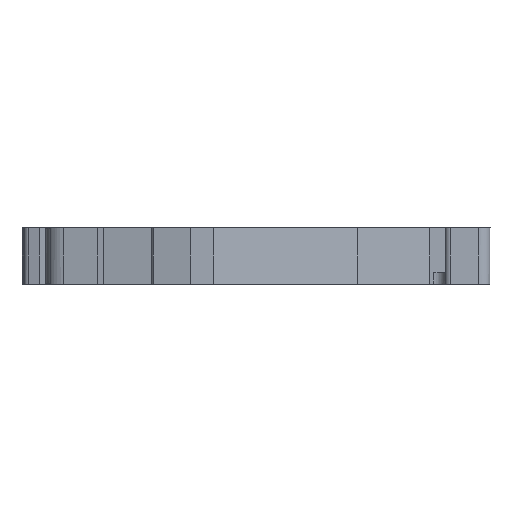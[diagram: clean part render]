
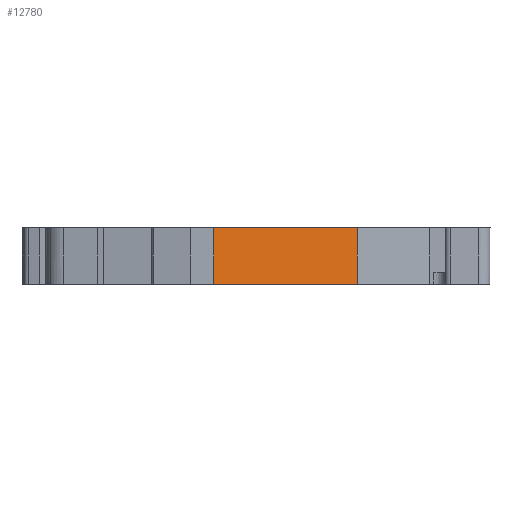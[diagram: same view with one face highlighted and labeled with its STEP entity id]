
A CAD part, left-side view. The second image highlights one B-rep face of the part: STEP entity #12780.
In plain terms, the highlighted planar face has unit normal (-0.979, -0.202, 0).
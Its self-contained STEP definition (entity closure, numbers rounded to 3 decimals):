
#211 = DIRECTION ( 'NONE',  ( 0.202, -0.979, 0. ) ) ;
#849 = EDGE_CURVE ( 'NONE', #3263, #14537, #12505, .T. ) ;
#964 = VERTEX_POINT ( 'NONE', #11937 ) ;
#1131 = EDGE_CURVE ( 'NONE', #964, #8098, #12113, .T. ) ;
#1442 = EDGE_LOOP ( 'NONE', ( #9514, #13781, #3605, #9533 ) ) ;
#1817 = PLANE ( 'NONE',  #11228 ) ;
#1904 = LINE ( 'NONE', #4475, #9055 ) ;
#3031 = FACE_OUTER_BOUND ( 'NONE', #1442, .T. ) ;
#3263 = VERTEX_POINT ( 'NONE', #4320 ) ;
#3605 = ORIENTED_EDGE ( 'NONE', *, *, #849, .T. ) ;
#4320 = CARTESIAN_POINT ( 'NONE',  ( -30.002, 5.807, -2.098 ) ) ;
#4475 = CARTESIAN_POINT ( 'NONE',  ( -30.002, 5.807, -27.302 ) ) ;
#5118 = VECTOR ( 'NONE', #10760, 1000. ) ;
#6003 = VECTOR ( 'NONE', #211, 1000. ) ;
#7290 = CARTESIAN_POINT ( 'NONE',  ( -27.365, -6.961, -17.836 ) ) ;
#8098 = VERTEX_POINT ( 'NONE', #13745 ) ;
#9055 = VECTOR ( 'NONE', #10719, 1000. ) ;
#9514 = ORIENTED_EDGE ( 'NONE', *, *, #1131, .T. ) ;
#9533 = ORIENTED_EDGE ( 'NONE', *, *, #13556, .F. ) ;
#10316 = EDGE_CURVE ( 'NONE', #8098, #3263, #1904, .T. ) ;
#10672 = CARTESIAN_POINT ( 'NONE',  ( -27.365, -6.961, -2.098 ) ) ;
#10719 = DIRECTION ( 'NONE',  ( 0., 0., -1. ) ) ;
#10760 = DIRECTION ( 'NONE',  ( 0., 0., -1. ) ) ;
#11228 = AXIS2_PLACEMENT_3D ( 'NONE', #12481, #12524, #11352 ) ;
#11352 = DIRECTION ( 'NONE',  ( 0.202, -0.979, 0. ) ) ;
#11937 = CARTESIAN_POINT ( 'NONE',  ( -27.365, -6.961, 2.902 ) ) ;
#12113 = B_SPLINE_CURVE_WITH_KNOTS ( 'NONE', 3,
 ( #12341, #12554, #13322, #13332 ),
 .UNSPECIFIED., .F., .F.,
 ( 4, 4 ),
 ( 0., 1. ),
 .UNSPECIFIED. ) ;
#12341 = CARTESIAN_POINT ( 'NONE',  ( -27.365, -6.961, 2.902 ) ) ;
#12383 = CARTESIAN_POINT ( 'NONE',  ( -30.002, 5.807, -2.098 ) ) ;
#12481 = CARTESIAN_POINT ( 'NONE',  ( -30.002, 5.807, -27.302 ) ) ;
#12505 = LINE ( 'NONE', #12383, #6003 ) ;
#12524 = DIRECTION ( 'NONE',  ( -0.979, -0.202, 0. ) ) ;
#12554 = CARTESIAN_POINT ( 'NONE',  ( -28.244, -2.705, 2.902 ) ) ;
#12780 = ADVANCED_FACE ( 'NONE', ( #3031 ), #1817, .T. ) ;
#13322 = CARTESIAN_POINT ( 'NONE',  ( -29.123, 1.551, 2.902 ) ) ;
#13332 = CARTESIAN_POINT ( 'NONE',  ( -30.002, 5.807, 2.902 ) ) ;
#13556 = EDGE_CURVE ( 'NONE', #964, #14537, #14149, .T. ) ;
#13745 = CARTESIAN_POINT ( 'NONE',  ( -30.002, 5.807, 2.902 ) ) ;
#13781 = ORIENTED_EDGE ( 'NONE', *, *, #10316, .T. ) ;
#14149 = LINE ( 'NONE', #7290, #5118 ) ;
#14537 = VERTEX_POINT ( 'NONE', #10672 ) ;
